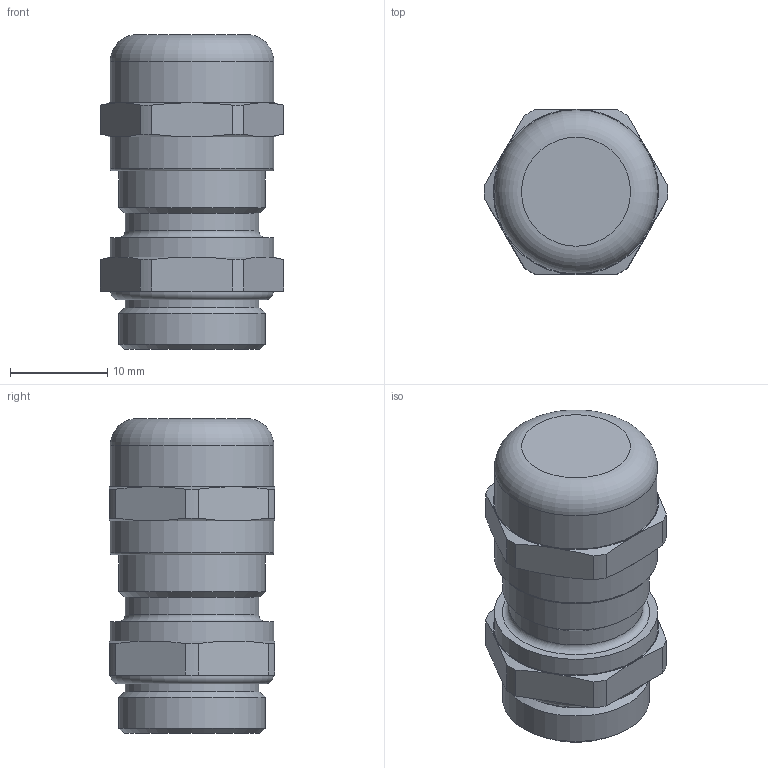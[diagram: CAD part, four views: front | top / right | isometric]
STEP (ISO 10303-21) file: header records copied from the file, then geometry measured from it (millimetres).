
FILE_DESCRIPTION((''),'2;1');
FILE_NAME('BSBCVG-02.stp','2012-10-11T09:20:17',('mustafa'),(''),'Autodesk Inventor 2013','Autodesk Inventor 2013','');
FILE_SCHEMA(('AUTOMOTIVE_DESIGN { 1 0 10303 214 1 1 1 1 }'));
Length unit declared in the file: inch
Products named in the file (1): PG  9 BRASS VENTILATION GLAND TL6_Shrinkwrap_1
Bounding box: 18.89 x 17 x 32.36 mm (x, y, z)
Volume: 6629.9 mm3; surface area: 2283 mm2
Topology: 1 solids, 1 shells, 64 faces, 144 edges, 88 vertices
Faces by surface type: cone 21, plane 20, cylinder 19, torus 4
Full cylindrical faces by diameter (mm): 13.76 x2, 15.1 x2, 16.8 x3
Entity records: 1750 total; most frequent: CARTESIAN_POINT 349, DIRECTION 282, ORIENTED_EDGE 254, EDGE_CURVE 127, AXIS2_PLACEMENT_3D 126, VERTEX_POINT 85, EDGE_LOOP 84, STYLED_ITEM 65
